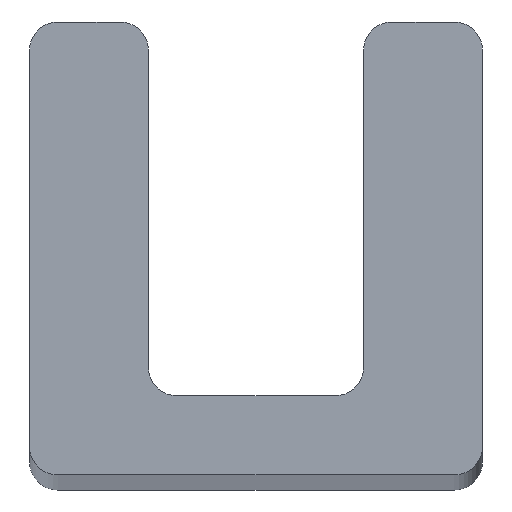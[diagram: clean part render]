
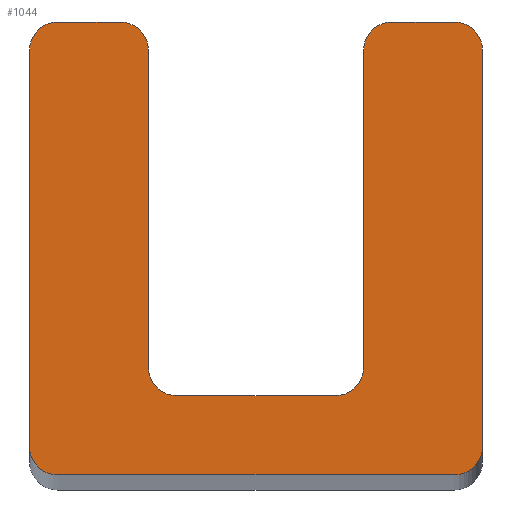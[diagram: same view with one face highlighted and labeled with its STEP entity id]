
A CAD part, top view. The second image highlights one B-rep face of the part: STEP entity #1044.
In plain terms, the highlighted planar face has unit normal (0, 0, 1).
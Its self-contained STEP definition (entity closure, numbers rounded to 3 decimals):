
#5 = LINE ( 'NONE', #3074, #1441 ) ;
#20 = CARTESIAN_POINT ( 'NONE',  ( -1.9, 1.9, 152. ) ) ;
#23 = CARTESIAN_POINT ( 'NONE',  ( 2.4, 7.5, 152. ) ) ;
#76 = CARTESIAN_POINT ( 'NONE',  ( 3.5, 8., 152. ) ) ;
#106 = VERTEX_POINT ( 'NONE', #1873 ) ;
#110 = DIRECTION ( 'NONE',  ( 1., 0., 0. ) ) ;
#111 = VECTOR ( 'NONE', #1708, 1000. ) ;
#121 = EDGE_CURVE ( 'NONE', #3184, #3001, #131, .T. ) ;
#131 = LINE ( 'NONE', #3221, #2914 ) ;
#150 = CARTESIAN_POINT ( 'NONE',  ( 3.5, 7.5, 152. ) ) ;
#179 = CARTESIAN_POINT ( 'NONE',  ( 1.4, 1.4, 152. ) ) ;
#192 = EDGE_CURVE ( 'NONE', #645, #1379, #675, .T. ) ;
#218 = EDGE_CURVE ( 'NONE', #1836, #3331, #2750, .T. ) ;
#255 = EDGE_CURVE ( 'NONE', #3096, #1297, #1769, .T. ) ;
#291 = DIRECTION ( 'NONE',  ( 1., 0., 0. ) ) ;
#310 = EDGE_CURVE ( 'NONE', #3331, #2088, #3117, .T. ) ;
#328 = ORIENTED_EDGE ( 'NONE', *, *, #3179, .T. ) ;
#364 = CARTESIAN_POINT ( 'NONE',  ( 4., 8., 152. ) ) ;
#378 = LINE ( 'NONE', #719, #1004 ) ;
#420 = DIRECTION ( 'NONE',  ( 1., 0., 0. ) ) ;
#438 = CARTESIAN_POINT ( 'NONE',  ( -2.4, 8., 152. ) ) ;
#445 = VERTEX_POINT ( 'NONE', #883 ) ;
#503 = VECTOR ( 'NONE', #1844, 1000. ) ;
#532 = VERTEX_POINT ( 'NONE', #20 ) ;
#645 = VERTEX_POINT ( 'NONE', #2807 ) ;
#657 = AXIS2_PLACEMENT_3D ( 'NONE', #1606, #3490, #1884 ) ;
#675 = LINE ( 'NONE', #754, #3462 ) ;
#719 = CARTESIAN_POINT ( 'NONE',  ( -4., 8., 152. ) ) ;
#724 = EDGE_CURVE ( 'NONE', #2374, #1836, #2103, .T. ) ;
#729 = EDGE_CURVE ( 'NONE', #2302, #3184, #2555, .T. ) ;
#754 = CARTESIAN_POINT ( 'NONE',  ( -4., 0., 152. ) ) ;
#792 = CIRCLE ( 'NONE', #2429, 0.5 ) ;
#849 = CARTESIAN_POINT ( 'NONE',  ( -1.4, 1.4, 152. ) ) ;
#860 = EDGE_CURVE ( 'NONE', #106, #1542, #792, .T. ) ;
#864 = ORIENTED_EDGE ( 'NONE', *, *, #3008, .T. ) ;
#883 = CARTESIAN_POINT ( 'NONE',  ( -4., 0.5, 152. ) ) ;
#903 = ORIENTED_EDGE ( 'NONE', *, *, #218, .T. ) ;
#985 = ORIENTED_EDGE ( 'NONE', *, *, #724, .T. ) ;
#986 = DIRECTION ( 'NONE',  ( 0., 0., -1. ) ) ;
#987 = AXIS2_PLACEMENT_3D ( 'NONE', #1568, #3452, #1838 ) ;
#993 = ORIENTED_EDGE ( 'NONE', *, *, #1563, .T. ) ;
#1004 = VECTOR ( 'NONE', #2600, 1000. ) ;
#1020 = EDGE_CURVE ( 'NONE', #2334, #2374, #1548, .T. ) ;
#1044 = ADVANCED_FACE ( 'NONE', ( #2188 ), #3322, .T. ) ;
#1070 = ORIENTED_EDGE ( 'NONE', *, *, #192, .T. ) ;
#1108 = DIRECTION ( 'NONE',  ( 0., 0., 1. ) ) ;
#1128 = DIRECTION ( 'NONE',  ( -1., 0., 0. ) ) ;
#1157 = ORIENTED_EDGE ( 'NONE', *, *, #2415, .T. ) ;
#1189 = CARTESIAN_POINT ( 'NONE',  ( -1.62, 8., 152. ) ) ;
#1238 = DIRECTION ( 'NONE',  ( 0., 0., -1. ) ) ;
#1248 = AXIS2_PLACEMENT_3D ( 'NONE', #150, #2037, #420 ) ;
#1252 = CARTESIAN_POINT ( 'NONE',  ( 4., 7.5, 152. ) ) ;
#1289 = ORIENTED_EDGE ( 'NONE', *, *, #729, .T. ) ;
#1297 = VERTEX_POINT ( 'NONE', #1572 ) ;
#1298 = EDGE_CURVE ( 'NONE', #2088, #2302, #1315, .T. ) ;
#1315 = LINE ( 'NONE', #3176, #503 ) ;
#1320 = CARTESIAN_POINT ( 'NONE',  ( -1.62, 8., 152. ) ) ;
#1379 = VERTEX_POINT ( 'NONE', #2953 ) ;
#1393 = AXIS2_PLACEMENT_3D ( 'NONE', #23, #1911, #291 ) ;
#1416 = EDGE_CURVE ( 'NONE', #532, #106, #5, .T. ) ;
#1438 = AXIS2_PLACEMENT_3D ( 'NONE', #2848, #1238, #3114 ) ;
#1441 = VECTOR ( 'NONE', #1470, 1000. ) ;
#1457 = ORIENTED_EDGE ( 'NONE', *, *, #1298, .T. ) ;
#1470 = DIRECTION ( 'NONE',  ( 0., 1., 0. ) ) ;
#1541 = DIRECTION ( 'NONE',  ( 0., 0., 1. ) ) ;
#1542 = VERTEX_POINT ( 'NONE', #438 ) ;
#1548 = LINE ( 'NONE', #364, #111 ) ;
#1563 = EDGE_CURVE ( 'NONE', #1297, #445, #378, .T. ) ;
#1568 = CARTESIAN_POINT ( 'NONE',  ( 3.5, 0.5, 152. ) ) ;
#1572 = CARTESIAN_POINT ( 'NONE',  ( -4., 7.5, 152. ) ) ;
#1603 = CIRCLE ( 'NONE', #2536, 0.5 ) ;
#1606 = CARTESIAN_POINT ( 'NONE',  ( -3.5, 7.5, 152. ) ) ;
#1665 = CARTESIAN_POINT ( 'NONE',  ( -1.62, 8., 152. ) ) ;
#1708 = DIRECTION ( 'NONE',  ( 0., 1., 0. ) ) ;
#1727 = DIRECTION ( 'NONE',  ( 0., 0., 1. ) ) ;
#1728 = VECTOR ( 'NONE', #1128, 1000. ) ;
#1731 = ORIENTED_EDGE ( 'NONE', *, *, #255, .T. ) ;
#1769 = CIRCLE ( 'NONE', #657, 0.5 ) ;
#1796 = CARTESIAN_POINT ( 'NONE',  ( 1.9, 7.5, 152. ) ) ;
#1828 = DIRECTION ( 'NONE',  ( 1., 0., 0. ) ) ;
#1836 = VERTEX_POINT ( 'NONE', #76 ) ;
#1838 = DIRECTION ( 'NONE',  ( 1., 0., 0. ) ) ;
#1844 = DIRECTION ( 'NONE',  ( 0., -1., 0. ) ) ;
#1873 = CARTESIAN_POINT ( 'NONE',  ( -1.9, 7.5, 152. ) ) ;
#1884 = DIRECTION ( 'NONE',  ( 1., 0., 0. ) ) ;
#1899 = ORIENTED_EDGE ( 'NONE', *, *, #1416, .T. ) ;
#1911 = DIRECTION ( 'NONE',  ( 0., 0., 1. ) ) ;
#1999 = EDGE_LOOP ( 'NONE', ( #1899, #2961, #864, #1731, #993, #1157, #1070, #2803, #2718, #985, #903, #2882, #1457, #1289, #2533, #328 ) ) ;
#2008 = AXIS2_PLACEMENT_3D ( 'NONE', #1189, #1727, #110 ) ;
#2022 = CIRCLE ( 'NONE', #2560, 0.5 ) ;
#2029 = CARTESIAN_POINT ( 'NONE',  ( -3.5, 8., 152. ) ) ;
#2037 = DIRECTION ( 'NONE',  ( 0., 0., 1. ) ) ;
#2088 = VERTEX_POINT ( 'NONE', #1796 ) ;
#2103 = CIRCLE ( 'NONE', #1248, 0.5 ) ;
#2188 = FACE_OUTER_BOUND ( 'NONE', #1999, .T. ) ;
#2264 = CIRCLE ( 'NONE', #987, 0.5 ) ;
#2302 = VERTEX_POINT ( 'NONE', #2549 ) ;
#2334 = VERTEX_POINT ( 'NONE', #2838 ) ;
#2374 = VERTEX_POINT ( 'NONE', #1252 ) ;
#2378 = CARTESIAN_POINT ( 'NONE',  ( 2.4, 8., 152. ) ) ;
#2415 = EDGE_CURVE ( 'NONE', #445, #645, #2022, .T. ) ;
#2429 = AXIS2_PLACEMENT_3D ( 'NONE', #2725, #1108, #2992 ) ;
#2533 = ORIENTED_EDGE ( 'NONE', *, *, #121, .T. ) ;
#2536 = AXIS2_PLACEMENT_3D ( 'NONE', #2593, #986, #2872 ) ;
#2549 = CARTESIAN_POINT ( 'NONE',  ( 1.9, 1.9, 152. ) ) ;
#2555 = CIRCLE ( 'NONE', #1438, 0.5 ) ;
#2560 = AXIS2_PLACEMENT_3D ( 'NONE', #3150, #1541, #3421 ) ;
#2593 = CARTESIAN_POINT ( 'NONE',  ( -1.4, 1.9, 152. ) ) ;
#2600 = DIRECTION ( 'NONE',  ( 0., -1., 0. ) ) ;
#2634 = DIRECTION ( 'NONE',  ( -1., 0., 0. ) ) ;
#2718 = ORIENTED_EDGE ( 'NONE', *, *, #1020, .T. ) ;
#2725 = CARTESIAN_POINT ( 'NONE',  ( -2.4, 7.5, 152. ) ) ;
#2750 = LINE ( 'NONE', #1320, #3366 ) ;
#2803 = ORIENTED_EDGE ( 'NONE', *, *, #2811, .T. ) ;
#2807 = CARTESIAN_POINT ( 'NONE',  ( -3.5, 0., 152. ) ) ;
#2811 = EDGE_CURVE ( 'NONE', #1379, #2334, #2264, .T. ) ;
#2838 = CARTESIAN_POINT ( 'NONE',  ( 4., 0.5, 152. ) ) ;
#2848 = CARTESIAN_POINT ( 'NONE',  ( 1.4, 1.9, 152. ) ) ;
#2872 = DIRECTION ( 'NONE',  ( 1., 0., 0. ) ) ;
#2882 = ORIENTED_EDGE ( 'NONE', *, *, #310, .T. ) ;
#2914 = VECTOR ( 'NONE', #2634, 1000. ) ;
#2953 = CARTESIAN_POINT ( 'NONE',  ( 3.5, 0., 152. ) ) ;
#2961 = ORIENTED_EDGE ( 'NONE', *, *, #860, .T. ) ;
#2992 = DIRECTION ( 'NONE',  ( 1., 0., 0. ) ) ;
#2996 = LINE ( 'NONE', #1665, #1728 ) ;
#3001 = VERTEX_POINT ( 'NONE', #849 ) ;
#3008 = EDGE_CURVE ( 'NONE', #1542, #3096, #2996, .T. ) ;
#3074 = CARTESIAN_POINT ( 'NONE',  ( -1.9, 8., 152. ) ) ;
#3096 = VERTEX_POINT ( 'NONE', #2029 ) ;
#3114 = DIRECTION ( 'NONE',  ( 1., 0., 0. ) ) ;
#3117 = CIRCLE ( 'NONE', #1393, 0.5 ) ;
#3150 = CARTESIAN_POINT ( 'NONE',  ( -3.5, 0.5, 152. ) ) ;
#3176 = CARTESIAN_POINT ( 'NONE',  ( 1.9, 8., 152. ) ) ;
#3179 = EDGE_CURVE ( 'NONE', #3001, #532, #1603, .T. ) ;
#3183 = DIRECTION ( 'NONE',  ( -1., 0., 0. ) ) ;
#3184 = VERTEX_POINT ( 'NONE', #179 ) ;
#3221 = CARTESIAN_POINT ( 'NONE',  ( 1.9, 1.4, 152. ) ) ;
#3322 = PLANE ( 'NONE',  #2008 ) ;
#3331 = VERTEX_POINT ( 'NONE', #2378 ) ;
#3366 = VECTOR ( 'NONE', #3183, 1000. ) ;
#3421 = DIRECTION ( 'NONE',  ( 1., 0., 0. ) ) ;
#3452 = DIRECTION ( 'NONE',  ( 0., 0., 1. ) ) ;
#3462 = VECTOR ( 'NONE', #1828, 1000. ) ;
#3490 = DIRECTION ( 'NONE',  ( 0., 0., 1. ) ) ;
